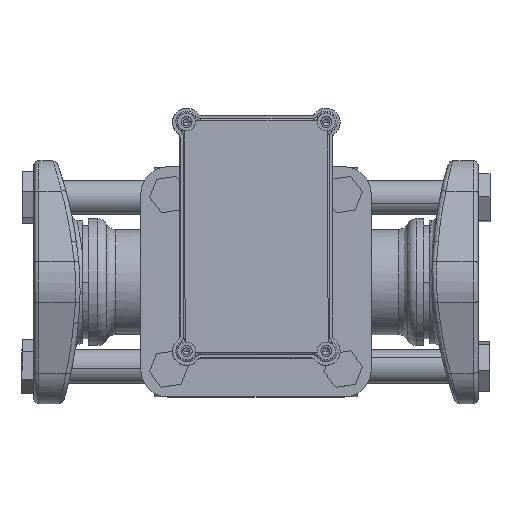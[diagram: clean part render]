
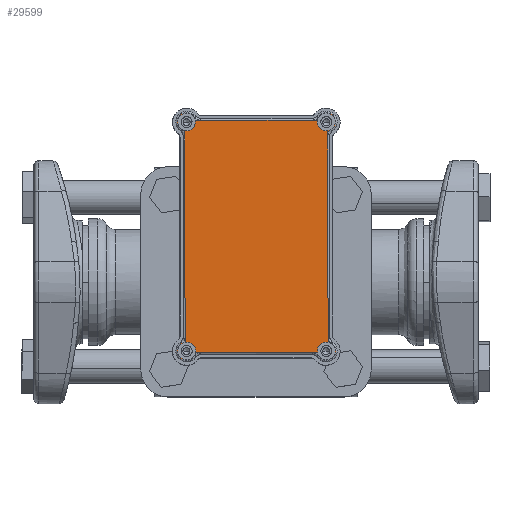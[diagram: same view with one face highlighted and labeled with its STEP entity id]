
A CAD part, top view. The second image highlights one B-rep face of the part: STEP entity #29599.
In plain terms, the highlighted face is planar.
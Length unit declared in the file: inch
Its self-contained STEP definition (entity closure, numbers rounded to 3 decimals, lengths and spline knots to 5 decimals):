
#24692=CARTESIAN_POINT('',(-1.95,0.,-1.29));
#24693=VERTEX_POINT('',#24692);
#24709=CARTESIAN_POINT('',(-2.28,0.0,-1.29));
#24710=VERTEX_POINT('',#24709);
#24717=CARTESIAN_POINT('',(-2.115,0.0,-1.29));
#24718=DIRECTION('',(0.0,1.0,0.0));
#24719=DIRECTION('',(1.0,0.0,0.0));
#24720=AXIS2_PLACEMENT_3D('',#24717,#24718,#24719);
#24721=CIRCLE('',#24720,0.165);
#24722=EDGE_CURVE('',#24693,#24710,#24721,.T.);
#24734=CARTESIAN_POINT('',(2.28,0.,1.29));
#24735=VERTEX_POINT('',#24734);
#24751=CARTESIAN_POINT('',(1.95,0.0,1.29));
#24752=VERTEX_POINT('',#24751);
#24759=CARTESIAN_POINT('',(2.115,0.0,1.29));
#24760=DIRECTION('',(0.0,1.0,0.0));
#24761=DIRECTION('',(1.0,0.0,0.0));
#24762=AXIS2_PLACEMENT_3D('',#24759,#24760,#24761);
#24763=CIRCLE('',#24762,0.165);
#24764=EDGE_CURVE('',#24735,#24752,#24763,.T.);
#24776=CARTESIAN_POINT('',(-1.95,0.,1.29));
#24777=VERTEX_POINT('',#24776);
#24793=CARTESIAN_POINT('',(-2.28,0.0,1.29));
#24794=VERTEX_POINT('',#24793);
#24801=CARTESIAN_POINT('',(-2.115,0.0,1.29));
#24802=DIRECTION('',(0.0,1.0,0.0));
#24803=DIRECTION('',(1.0,0.0,0.0));
#24804=AXIS2_PLACEMENT_3D('',#24801,#24802,#24803);
#24805=CIRCLE('',#24804,0.165);
#24806=EDGE_CURVE('',#24777,#24794,#24805,.T.);
#24860=CARTESIAN_POINT('',(2.28,0.,-1.29));
#24861=VERTEX_POINT('',#24860);
#24877=CARTESIAN_POINT('',(1.95,0.0,-1.29));
#24878=VERTEX_POINT('',#24877);
#24885=CARTESIAN_POINT('',(2.115,0.0,-1.29));
#24886=DIRECTION('',(0.0,1.0,0.0));
#24887=DIRECTION('',(1.0,0.0,0.0));
#24888=AXIS2_PLACEMENT_3D('',#24885,#24886,#24887);
#24889=CIRCLE('',#24888,0.165);
#24890=EDGE_CURVE('',#24861,#24878,#24889,.T.);
#28576=CARTESIAN_POINT('',(-1.94767,0.,-1.32001));
#28577=VERTEX_POINT('',#28576);
#28665=CARTESIAN_POINT('',(-2.145,0.,-1.12267));
#28666=VERTEX_POINT('',#28665);
#28667=CARTESIAN_POINT('',(-2.115,0.0,-1.29));
#28668=DIRECTION('',(0.0,1.0,0.0));
#28669=DIRECTION('',(-0.707,0.0,-0.707));
#28670=AXIS2_PLACEMENT_3D('',#28667,#28668,#28669);
#28671=CIRCLE('',#28670,0.17);
#28672=EDGE_CURVE('',#28577,#28666,#28671,.T.);
#28703=CARTESIAN_POINT('',(1.94767,0.,-1.32001));
#28704=VERTEX_POINT('',#28703);
#28720=CARTESIAN_POINT('',(1.94767,0.,-1.32001));
#28721=DIRECTION('',(-1.0,0.0,0.0));
#28722=VECTOR('',#28721,3.89534);
#28723=LINE('',#28720,#28722);
#28724=EDGE_CURVE('',#28704,#28577,#28723,.T.);
#28855=CARTESIAN_POINT('',(2.145,0.,-1.12267));
#28856=VERTEX_POINT('',#28855);
#28868=CARTESIAN_POINT('',(2.115,0.0,-1.29));
#28869=DIRECTION('',(0.0,1.0,0.0));
#28870=DIRECTION('',(0.707,0.0,-0.707));
#28871=AXIS2_PLACEMENT_3D('',#28868,#28869,#28870);
#28872=CIRCLE('',#28871,0.17);
#28873=EDGE_CURVE('',#28856,#28704,#28872,.T.);
#28936=CARTESIAN_POINT('',(-2.145,0.,1.12267));
#28937=VERTEX_POINT('',#28936);
#28994=CARTESIAN_POINT('',(-1.94767,0.,1.31999));
#28995=VERTEX_POINT('',#28994);
#28996=CARTESIAN_POINT('',(-2.115,0.0,1.29));
#28997=DIRECTION('',(0.0,1.0,0.0));
#28998=DIRECTION('',(-0.707,0.0,0.707));
#28999=AXIS2_PLACEMENT_3D('',#28996,#28997,#28998);
#29000=CIRCLE('',#28999,0.17);
#29001=EDGE_CURVE('',#28937,#28995,#29000,.T.);
#29043=CARTESIAN_POINT('',(-2.145,0.,-1.12267));
#29044=DIRECTION('',(0.0,0.0,1.0));
#29045=VECTOR('',#29044,2.24534);
#29046=LINE('',#29043,#29045);
#29047=EDGE_CURVE('',#28666,#28937,#29046,.T.);
#29230=CARTESIAN_POINT('',(1.94767,0.,1.31999));
#29231=VERTEX_POINT('',#29230);
#29232=CARTESIAN_POINT('',(-1.94767,0.,1.31999));
#29233=DIRECTION('',(1.0,0.0,0.0));
#29234=VECTOR('',#29233,3.89533);
#29235=LINE('',#29232,#29234);
#29236=EDGE_CURVE('',#28995,#29231,#29235,.T.);
#29350=CARTESIAN_POINT('',(2.145,0.,1.12267));
#29351=VERTEX_POINT('',#29350);
#29352=CARTESIAN_POINT('',(2.115,0.0,1.29));
#29353=DIRECTION('',(0.0,1.0,0.0));
#29354=DIRECTION('',(0.707,0.0,0.707));
#29355=AXIS2_PLACEMENT_3D('',#29352,#29353,#29354);
#29356=CIRCLE('',#29355,0.17);
#29357=EDGE_CURVE('',#29231,#29351,#29356,.T.);
#29447=CARTESIAN_POINT('',(2.145,0.,1.12267));
#29448=DIRECTION('',(0.0,0.0,-1.0));
#29449=VECTOR('',#29448,2.24534);
#29450=LINE('',#29447,#29449);
#29451=EDGE_CURVE('',#29351,#28856,#29450,.T.);
#29544=CARTESIAN_POINT('',(-2.51317,0.0,1.60567));
#29545=DIRECTION('',(0.0,-1.0,0.0));
#29546=DIRECTION('',(0.0,0.0,-1.0));
#29547=AXIS2_PLACEMENT_3D('',#29544,#29545,#29546);
#29548=PLANE('',#29547);
#29549=ORIENTED_EDGE('',*,*,#29047,.F.);
#29550=ORIENTED_EDGE('',*,*,#28672,.F.);
#29551=ORIENTED_EDGE('',*,*,#28724,.F.);
#29552=ORIENTED_EDGE('',*,*,#28873,.F.);
#29553=ORIENTED_EDGE('',*,*,#29451,.F.);
#29554=ORIENTED_EDGE('',*,*,#29357,.F.);
#29555=ORIENTED_EDGE('',*,*,#29236,.F.);
#29556=ORIENTED_EDGE('',*,*,#29001,.F.);
#29557=EDGE_LOOP('',(#29549,#29550,#29551,#29552,#29553,#29554,#29555,#29556));
#29558=FACE_OUTER_BOUND('',#29557,.T.);
#29559=ORIENTED_EDGE('',*,*,#24722,.T.);
#29560=CARTESIAN_POINT('',(-2.115,0.0,-1.29));
#29561=DIRECTION('',(0.0,1.0,0.0));
#29562=DIRECTION('',(1.0,0.0,0.0));
#29563=AXIS2_PLACEMENT_3D('',#29560,#29561,#29562);
#29564=CIRCLE('',#29563,0.165);
#29565=EDGE_CURVE('',#24710,#24693,#29564,.T.);
#29566=ORIENTED_EDGE('',*,*,#29565,.T.);
#29567=EDGE_LOOP('',(#29559,#29566));
#29568=FACE_BOUND('',#29567,.T.);
#29569=ORIENTED_EDGE('',*,*,#24764,.T.);
#29570=CARTESIAN_POINT('',(2.115,0.0,1.29));
#29571=DIRECTION('',(0.0,1.0,0.0));
#29572=DIRECTION('',(1.0,0.0,0.0));
#29573=AXIS2_PLACEMENT_3D('',#29570,#29571,#29572);
#29574=CIRCLE('',#29573,0.165);
#29575=EDGE_CURVE('',#24752,#24735,#29574,.T.);
#29576=ORIENTED_EDGE('',*,*,#29575,.T.);
#29577=EDGE_LOOP('',(#29569,#29576));
#29578=FACE_BOUND('',#29577,.T.);
#29579=ORIENTED_EDGE('',*,*,#24806,.T.);
#29580=CARTESIAN_POINT('',(-2.115,0.0,1.29));
#29581=DIRECTION('',(0.0,1.0,0.0));
#29582=DIRECTION('',(1.0,0.0,0.0));
#29583=AXIS2_PLACEMENT_3D('',#29580,#29581,#29582);
#29584=CIRCLE('',#29583,0.165);
#29585=EDGE_CURVE('',#24794,#24777,#29584,.T.);
#29586=ORIENTED_EDGE('',*,*,#29585,.T.);
#29587=EDGE_LOOP('',(#29579,#29586));
#29588=FACE_BOUND('',#29587,.T.);
#29589=ORIENTED_EDGE('',*,*,#24890,.T.);
#29590=CARTESIAN_POINT('',(2.115,0.0,-1.29));
#29591=DIRECTION('',(0.0,1.0,0.0));
#29592=DIRECTION('',(1.0,0.0,0.0));
#29593=AXIS2_PLACEMENT_3D('',#29590,#29591,#29592);
#29594=CIRCLE('',#29593,0.165);
#29595=EDGE_CURVE('',#24878,#24861,#29594,.T.);
#29596=ORIENTED_EDGE('',*,*,#29595,.T.);
#29597=EDGE_LOOP('',(#29589,#29596));
#29598=FACE_BOUND('',#29597,.T.);
#29599=ADVANCED_FACE('',(#29558,#29568,#29578,#29588,#29598),#29548,.T.);
